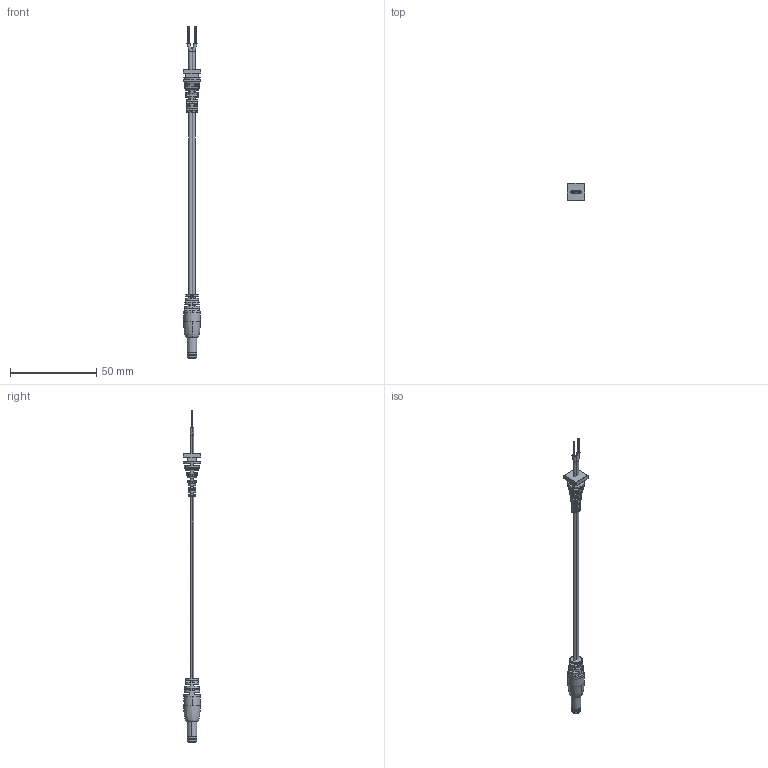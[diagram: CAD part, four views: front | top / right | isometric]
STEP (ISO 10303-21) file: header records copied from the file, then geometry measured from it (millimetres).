
FILE_DESCRIPTION (( 'STEP AP203' ), '1' );
FILE_NAME ('10-02951_revA.STEP', '2018-03-28T23:09:24', ( '' ), ( '' ), 'SwSTEP 2.0', 'SolidWorks 2015', '' );
FILE_SCHEMA (( 'CONFIG_CONTROL_DESIGN' ));
Length unit declared in the file: millimetre
Products named in the file (8): 24-00251; 10-02951_revA; 50-00026 contact; 30-00003_stripped and tinned; 50-00026 insulator; 50-00026; 50-00026 shell; 24-00003
Assembly tree (7 placements, depth 3):
  10-02951_revA
    30-00003_stripped and tinned
    24-00003
    50-00026
      50-00026 shell
      50-00026 contact
      50-00026 insulator
    24-00251
Bounding box: 10 x 10 x 192.68 mm (x, y, z)
Volume: 3256.3 mm3; surface area: 9088.1 mm2
Topology: 61 solids, 61 shells, 770 faces, 1773 edges, 1133 vertices
Faces by surface type: plane 284, cylinder 261, bspline 169, torus 24, cone 24, sphere 8
Entity records: 32004 total; most frequent: CARTESIAN_POINT 14655, ORIENTED_EDGE 3530, DIRECTION 3213, EDGE_CURVE 1765, AXIS2_PLACEMENT_3D 1325, VERTEX_POINT 1133, EDGE_LOOP 836, ADVANCED_FACE 770
